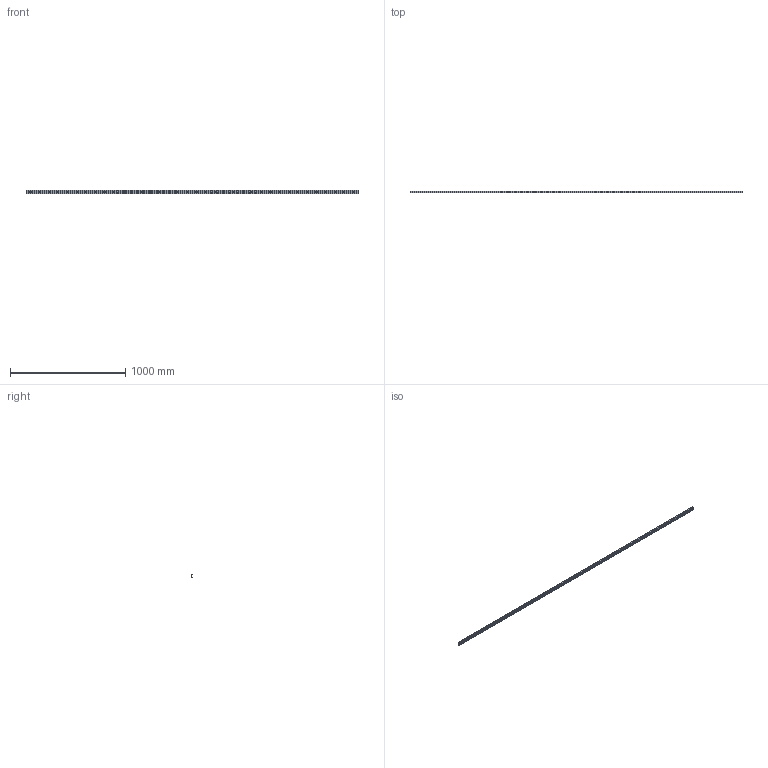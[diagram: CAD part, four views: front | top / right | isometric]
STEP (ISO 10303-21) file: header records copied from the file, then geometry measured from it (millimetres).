
FILE_DESCRIPTION((''),'2;1');
FILE_NAME('LCX 28H-2880.C.stp','2016-04-28T08:36:19',('MRathmann'),(''),'Autodesk Inventor 2012','Autodesk Inventor 2012','');
FILE_SCHEMA(('CONFIG_CONTROL_DESIGN'));
Length unit declared in the file: millimetre
Products named in the file (1): LCX 28H-2880.C
Bounding box: 2880 x 12.3 x 28 mm (x, y, z)
Volume: 465667.6 mm3; surface area: 279095.8 mm2
Topology: 1 solids, 1 shells, 132 faces, 318 edges, 224 vertices
Faces by surface type: cylinder 83, plane 49
Full cylindrical faces by diameter (mm): 6.4 x36, 11 x36
Entity records: 3462 total; most frequent: DIRECTION 642, CARTESIAN_POINT 531, ORIENTED_EDGE 420, EDGE_LOOP 312, AXIS2_PLACEMENT_3D 299, EDGE_CURVE 210, VERTEX_POINT 188, FACE_BOUND 180
